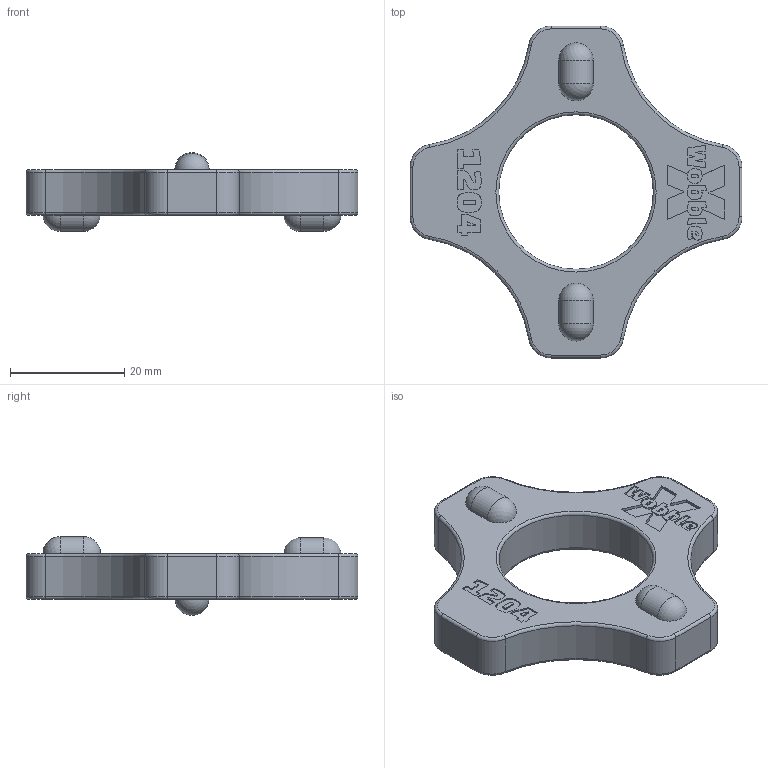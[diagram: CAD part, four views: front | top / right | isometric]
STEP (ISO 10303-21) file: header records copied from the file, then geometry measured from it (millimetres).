
FILE_DESCRIPTION(/* description */ (''),/* implementation_level */ '2;1');
FILE_NAME(/* name */ 'WobbleX_WS12.step',/* time_stamp */ '2023-03-30T14:38:59-04:00',/* author */ (''),/* organization */ (''),/* preprocessor_version */ 'ST-DEVELOPER v19.2',/* originating_system */ 'Autodesk Translation Framework v11.17.0.187',/* authorisation */ '');
FILE_SCHEMA (('AUTOMOTIVE_DESIGN { 1 0 10303 214 3 1 1 }'));
Length unit declared in the file: millimetre
Products named in the file (2): WobbleX_SFU1204_Mockup (1); WobbleX_SFU1204_Mockup
Assembly tree (1 placements, depth 2):
  WobbleX_SFU1204_Mockup (1)
    WobbleX_SFU1204_Mockup
Bounding box: 58 x 58 x 13.8 mm (x, y, z)
Volume: 11409.2 mm3; surface area: 5089 mm2
Topology: 1 solids, 1 shells, 711 faces, 1931 edges, 1275 vertices
Faces by surface type: bspline 338, plane 314, torus 26, cylinder 25, sphere 8
Full cylindrical faces by diameter (mm): 27 x1
Entity records: 25438 total; most frequent: CARTESIAN_POINT 9702, ORIENTED_EDGE 3860, DIRECTION 2103, EDGE_CURVE 1930, VERTEX_POINT 1275, LINE 1139, VECTOR 1139, EDGE_LOOP 767
